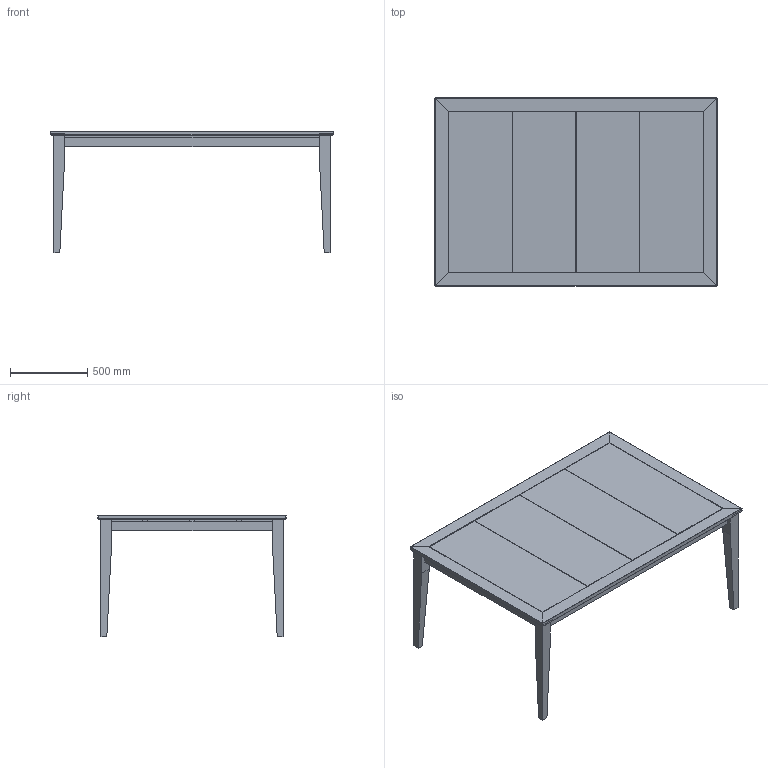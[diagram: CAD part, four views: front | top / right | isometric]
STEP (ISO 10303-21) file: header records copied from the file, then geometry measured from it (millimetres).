
FILE_DESCRIPTION(/* description */ (''),/* implementation_level */ '2;1');
FILE_NAME(/* name */ 'Gaming_Table.step',/* time_stamp */ '2023-05-20T12:57:18-04:00',/* author */ (''),/* organization */ (''),/* preprocessor_version */ 'ST-DEVELOPER v19.2',/* originating_system */ 'Autodesk Translation Framework v12.4.0.73',/* authorisation */ '');
FILE_SCHEMA (('AUTOMOTIVE_DESIGN { 1 0 10303 214 3 1 1 }'));
Length unit declared in the file: inch
Products named in the file (9): Gaming_Table; Top_Long; Top_Short; Leg; Apron_Long; Apron_Short; Play_Base; Leaf_Mid; Leaf_End
Assembly tree (17 placements, depth 2):
  Gaming_Table
    Top_Long  x2
    Top_Short  x2
    Leg  x4
    Apron_Long  x2
    Apron_Short  x2
    Play_Base
    Leaf_End  x2
    Leaf_Mid  x2
Bounding box: 1828.8 x 1219.2 x 787.4 mm (x, y, z)
Volume: 98682308.1 mm3; surface area: 10997117.8 mm2
Topology: 17 solids, 17 shells, 422 faces, 992 edges, 644 vertices
Faces by surface type: plane 390, cylinder 32
Entity records: 6018 total; most frequent: CARTESIAN_POINT 1008, DIRECTION 961, ORIENTED_EDGE 946, EDGE_CURVE 473, LINE 441, VECTOR 441, VERTEX_POINT 307, AXIS2_PLACEMENT_3D 260
